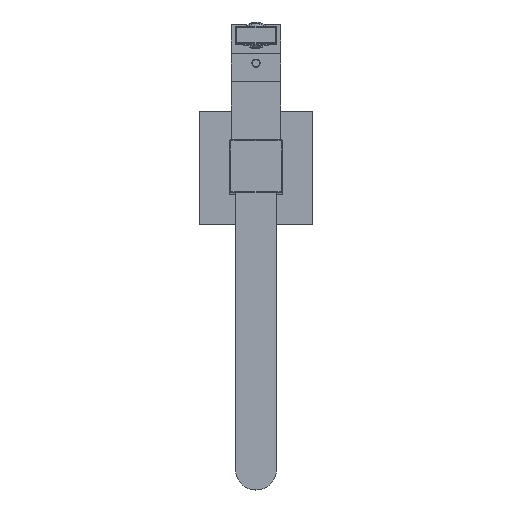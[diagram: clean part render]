
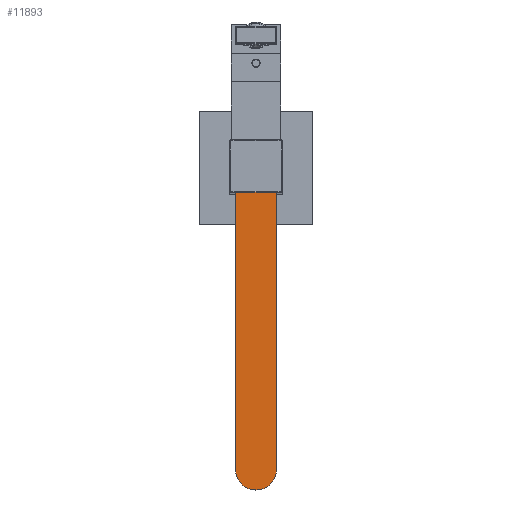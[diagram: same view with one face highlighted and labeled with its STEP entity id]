
A CAD part, top view. The second image highlights one B-rep face of the part: STEP entity #11893.
In plain terms, the highlighted planar face has unit normal (0, 0, 1).
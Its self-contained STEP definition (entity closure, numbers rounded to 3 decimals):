
#11828=CARTESIAN_POINT('Axis2P3D Location',(0.,0.,12.)) ;
#11833=CARTESIAN_POINT('Axis2P3D Location',(0.,0.,12.)) ;
#11837=CARTESIAN_POINT('Vertex',(17.5,0.,12.)) ;
#11839=CARTESIAN_POINT('Vertex',(-17.5,0.,12.)) ;
#11842=CARTESIAN_POINT('Line Origine',(-17.5,-130.,12.)) ;
#11846=CARTESIAN_POINT('Vertex',(-17.5,-260.,12.)) ;
#11849=CARTESIAN_POINT('Axis2P3D Location',(0.,-260.,12.)) ;
#11853=CARTESIAN_POINT('Vertex',(17.5,-260.,12.)) ;
#11856=CARTESIAN_POINT('Line Origine',(17.5,-130.,12.)) ;
#11867=CARTESIAN_POINT('Axis2P3D Location',(0.,0.,12.)) ;
#11871=CARTESIAN_POINT('Vertex',(0.,-13.75,12.)) ;
#11873=CARTESIAN_POINT('Vertex',(-11.908,-6.875,12.)) ;
#11876=CARTESIAN_POINT('Axis2P3D Location',(0.,0.,12.)) ;
#11880=CARTESIAN_POINT('Vertex',(0.,13.75,12.)) ;
#11883=CARTESIAN_POINT('Axis2P3D Location',(0.,0.,12.)) ;
#11844=VECTOR('Line Direction',#11843,1.) ;
#11858=VECTOR('Line Direction',#11857,1.) ;
#11829=DIRECTION('Axis2P3D Direction',(0.,-0.,1.)) ;
#11830=DIRECTION('Axis2P3D XDirection',(0.,1.,0.)) ;
#11834=DIRECTION('Axis2P3D Direction',(0.,-0.,1.)) ;
#11843=DIRECTION('Vector Direction',(0.,1.,0.)) ;
#11850=DIRECTION('Axis2P3D Direction',(0.,-0.,1.)) ;
#11857=DIRECTION('Vector Direction',(0.,-1.,0.)) ;
#11868=DIRECTION('Axis2P3D Direction',(0.,-0.,1.)) ;
#11877=DIRECTION('Axis2P3D Direction',(0.,-0.,1.)) ;
#11884=DIRECTION('Axis2P3D Direction',(0.,-0.,1.)) ;
#11831=AXIS2_PLACEMENT_3D('Plane Axis2P3D',#11828,#11829,#11830) ;
#11835=AXIS2_PLACEMENT_3D('Circle Axis2P3D',#11833,#11834,$) ;
#11851=AXIS2_PLACEMENT_3D('Circle Axis2P3D',#11849,#11850,$) ;
#11869=AXIS2_PLACEMENT_3D('Circle Axis2P3D',#11867,#11868,$) ;
#11878=AXIS2_PLACEMENT_3D('Circle Axis2P3D',#11876,#11877,$) ;
#11885=AXIS2_PLACEMENT_3D('Circle Axis2P3D',#11883,#11884,$) ;
#11845=LINE('Line',#11842,#11844) ;
#11859=LINE('Line',#11856,#11858) ;
#11836=CIRCLE('generated circle',#11835,17.5) ;
#11852=CIRCLE('generated circle',#11851,17.5) ;
#11870=CIRCLE('generated circle',#11869,13.75) ;
#11879=CIRCLE('generated circle',#11878,13.75) ;
#11886=CIRCLE('generated circle',#11885,13.75) ;
#11832=PLANE('',#11831) ;
#11892=FACE_BOUND('',#11888,.T.) ;
#11841=EDGE_CURVE('',#11838,#11840,#11836,.T.) ;
#11848=EDGE_CURVE('',#11840,#11847,#11845,.F.) ;
#11855=EDGE_CURVE('',#11847,#11854,#11852,.T.) ;
#11860=EDGE_CURVE('',#11854,#11838,#11859,.F.) ;
#11875=EDGE_CURVE('',#11872,#11874,#11870,.F.) ;
#11882=EDGE_CURVE('',#11874,#11881,#11879,.F.) ;
#11887=EDGE_CURVE('',#11881,#11872,#11886,.F.) ;
#11862=ORIENTED_EDGE('',*,*,#11841,.T.) ;
#11863=ORIENTED_EDGE('',*,*,#11848,.T.) ;
#11864=ORIENTED_EDGE('',*,*,#11855,.T.) ;
#11865=ORIENTED_EDGE('',*,*,#11860,.T.) ;
#11889=ORIENTED_EDGE('',*,*,#11875,.T.) ;
#11890=ORIENTED_EDGE('',*,*,#11882,.T.) ;
#11891=ORIENTED_EDGE('',*,*,#11887,.T.) ;
#11861=EDGE_LOOP('',(#11862,#11863,#11864,#11865)) ;
#11888=EDGE_LOOP('',(#11889,#11890,#11891)) ;
#11838=VERTEX_POINT('',#11837) ;
#11840=VERTEX_POINT('',#11839) ;
#11847=VERTEX_POINT('',#11846) ;
#11854=VERTEX_POINT('',#11853) ;
#11872=VERTEX_POINT('',#11871) ;
#11874=VERTEX_POINT('',#11873) ;
#11881=VERTEX_POINT('',#11880) ;
#11893=ADVANCED_FACE('Superficie.319',(#11866,#11892),#11832,.T.) ;
#11866=FACE_OUTER_BOUND('',#11861,.T.) ;
